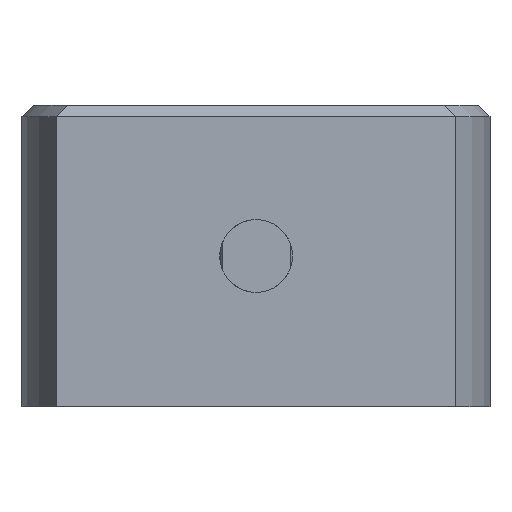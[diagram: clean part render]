
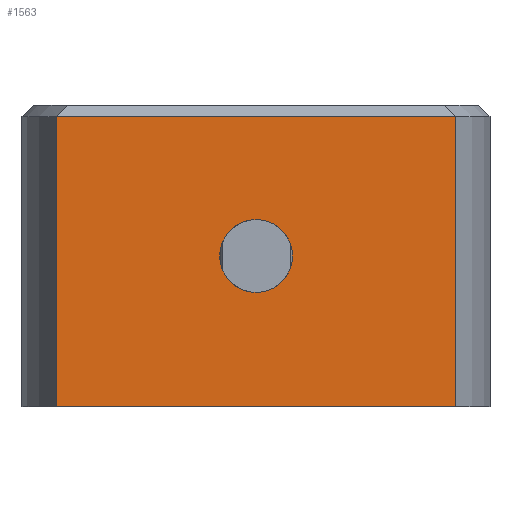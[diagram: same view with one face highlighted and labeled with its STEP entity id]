
A CAD part, front view. The second image highlights one B-rep face of the part: STEP entity #1563.
In plain terms, the highlighted planar face has unit normal (0, -1, 0).
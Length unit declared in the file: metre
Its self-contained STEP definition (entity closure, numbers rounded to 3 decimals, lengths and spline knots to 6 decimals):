
#29=PLANE('',#1683);
#77=CIRCLE('',#1684,0.003264);
#183=LINE('',#2485,#302);
#186=LINE('',#2493,#305);
#187=LINE('',#2496,#306);
#188=LINE('',#2497,#307);
#302=VECTOR('',#1928,1.);
#305=VECTOR('',#1935,1.);
#306=VECTOR('',#1936,1.);
#307=VECTOR('',#1937,1.);
#456=ORIENTED_EDGE('',*,*,#898,.T.);
#457=ORIENTED_EDGE('',*,*,#899,.T.);
#458=ORIENTED_EDGE('',*,*,#900,.T.);
#459=ORIENTED_EDGE('',*,*,#895,.F.);
#460=ORIENTED_EDGE('',*,*,#901,.T.);
#895=EDGE_CURVE('',#1113,#1114,#183,.T.);
#898=EDGE_CURVE('',#1115,#1115,#77,.T.);
#899=EDGE_CURVE('',#1116,#1117,#186,.T.);
#900=EDGE_CURVE('',#1117,#1114,#187,.T.);
#901=EDGE_CURVE('',#1113,#1116,#188,.T.);
#1113=VERTEX_POINT('',#2486);
#1114=VERTEX_POINT('',#2487);
#1115=VERTEX_POINT('',#2492);
#1116=VERTEX_POINT('',#2494);
#1117=VERTEX_POINT('',#2495);
#1250=EDGE_LOOP('',(#456));
#1251=EDGE_LOOP('',(#457,#458,#459,#460));
#1386=FACE_BOUND('',#1250,.T.);
#1387=FACE_BOUND('',#1251,.T.);
#1563=ADVANCED_FACE('',(#1386,#1387),#29,.T.);
#1683=AXIS2_PLACEMENT_3D('',#2490,#1931,#1932);
#1684=AXIS2_PLACEMENT_3D('',#2491,#1933,#1934);
#1928=DIRECTION('',(0.,0.,1.));
#1931=DIRECTION('',(0.,-1.,0.));
#1932=DIRECTION('',(1.,0.,0.));
#1933=DIRECTION('',(0.,1.,0.));
#1934=DIRECTION('',(-1.,0.,0.));
#1935=DIRECTION('',(0.,0.,1.));
#1936=DIRECTION('',(-1.,0.,0.));
#1937=DIRECTION('',(1.,0.,0.));
#2485=CARTESIAN_POINT('',(-0.0179,-0.0177,0.98));
#2486=CARTESIAN_POINT('',(-0.0179,-0.0177,0.973));
#2487=CARTESIAN_POINT('',(-0.0179,-0.0177,0.999));
#2490=CARTESIAN_POINT('',(0.,-0.0177,0.98));
#2491=CARTESIAN_POINT('',(0.,-0.0177,0.9865));
#2492=CARTESIAN_POINT('',(-0.003264,-0.0177,0.9865));
#2493=CARTESIAN_POINT('',(0.0179,-0.0177,0.98));
#2494=CARTESIAN_POINT('',(0.0179,-0.0177,0.973));
#2495=CARTESIAN_POINT('',(0.0179,-0.0177,0.999));
#2496=CARTESIAN_POINT('',(0.,-0.0177,0.999));
#2497=CARTESIAN_POINT('',(0.,-0.0177,0.973));
